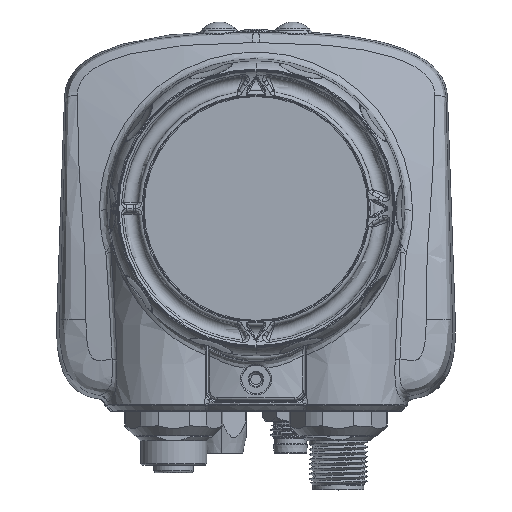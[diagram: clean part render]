
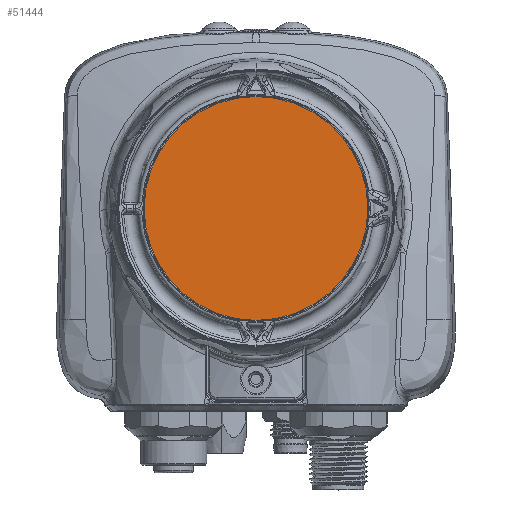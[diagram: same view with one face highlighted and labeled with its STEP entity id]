
A CAD part, top view. The second image highlights one B-rep face of the part: STEP entity #51444.
In plain terms, the highlighted planar face has unit normal (0, 0, 1).
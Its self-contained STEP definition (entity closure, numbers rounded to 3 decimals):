
#7300=CARTESIAN_POINT('',(0.,1.25,36.95));
#7301=DIRECTION('',(0.,0.,-1.));
#7302=DIRECTION('',(0.,1.,0.));
#7303=AXIS2_PLACEMENT_3D('',#7300,#7301,#7302);
#7305=CARTESIAN_POINT('',(0.,1.25,36.95));
#7306=DIRECTION('',(0.,0.,-1.));
#7307=DIRECTION('',(0.,-1.,0.));
#7308=AXIS2_PLACEMENT_3D('',#7305,#7306,#7307);
#41539=CARTESIAN_POINT('',(0.,24.032,36.95));
#41540=CARTESIAN_POINT('',(0.,-21.532,36.95));
#41541=VERTEX_POINT('',#41539);
#41542=VERTEX_POINT('',#41540);
#51435=CARTESIAN_POINT('',(0.,1.25,36.95));
#51436=DIRECTION('',(0.,0.,1.));
#51437=DIRECTION('',(0.,1.,0.));
#51438=AXIS2_PLACEMENT_3D('',#51435,#51436,#51437);
#51439=PLANE('',#51438);
#51440=ORIENTED_EDGE('',*,*,#51429,.T.);
#51441=ORIENTED_EDGE('',*,*,#51415,.T.);
#51442=EDGE_LOOP('',(#51440,#51441));
#51443=FACE_OUTER_BOUND('',#51442,.F.);
#51444=ADVANCED_FACE('',(#51443),#51439,.T.);
#7304=CIRCLE('',#7303,22.782);
#7309=CIRCLE('',#7308,22.782);
#51415=EDGE_CURVE('',#41542,#41541,#7309,.T.);
#51429=EDGE_CURVE('',#41541,#41542,#7304,.T.);
